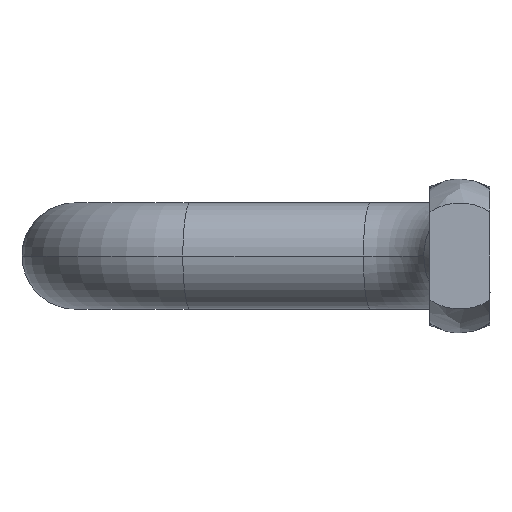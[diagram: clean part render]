
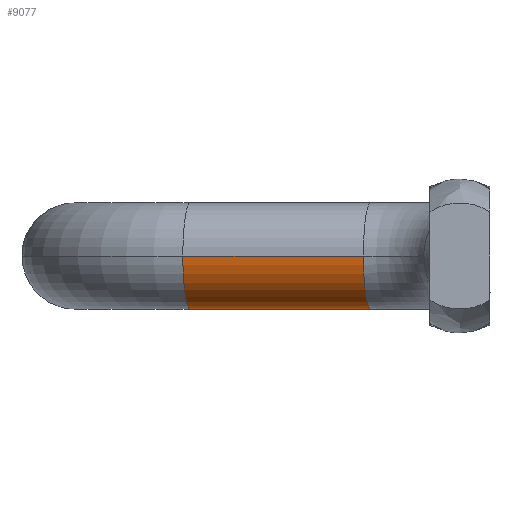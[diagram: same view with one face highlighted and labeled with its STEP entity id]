
A CAD part, left-side view. The second image highlights one B-rep face of the part: STEP entity #9077.
In plain terms, the highlighted cylindrical face has radius 7.95 mm (diameter 15.9 mm), a partial arc.
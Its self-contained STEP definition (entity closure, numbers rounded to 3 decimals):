
#214 = VERTEX_POINT ( 'NONE', #1692 ) ;
#897 = LINE ( 'NONE', #2004, #10312 ) ;
#1436 = ORIENTED_EDGE ( 'NONE', *, *, #21609, .T. ) ;
#1692 = CARTESIAN_POINT ( 'NONE',  ( -226.524, 16.73, 0. ) ) ;
#2004 = CARTESIAN_POINT ( 'NONE',  ( -222.73, 43.727, 0. ) ) ;
#2137 = CARTESIAN_POINT ( 'NONE',  ( -230.603, 44.833, 0. ) ) ;
#2288 = DIRECTION ( 'NONE',  ( 0.139, 0.99, 0. ) ) ;
#2561 = ORIENTED_EDGE ( 'NONE', *, *, #20892, .F. ) ;
#4092 = VECTOR ( 'NONE', #24759, 1000. ) ;
#4236 = DIRECTION ( 'NONE',  ( -0.139, -0.99, 0. ) ) ;
#4496 = CARTESIAN_POINT ( 'NONE',  ( -230.603, 44.833, 0. ) ) ;
#4844 = CARTESIAN_POINT ( 'NONE',  ( -238.476, 45.94, 0. ) ) ;
#5581 = LINE ( 'NONE', #4844, #4092 ) ;
#5819 = EDGE_CURVE ( 'NONE', #12239, #214, #897, .T. ) ;
#6498 = CARTESIAN_POINT ( 'NONE',  ( -234.397, 17.836, 0. ) ) ;
#9077 = ADVANCED_FACE ( 'NONE', ( #12511 ), #21109, .T. ) ;
#9424 = ORIENTED_EDGE ( 'NONE', *, *, #12344, .F. ) ;
#10312 = VECTOR ( 'NONE', #18449, 1000. ) ;
#10613 = CARTESIAN_POINT ( 'NONE',  ( -242.27, 18.943, 0. ) ) ;
#10667 = AXIS2_PLACEMENT_3D ( 'NONE', #4496, #2288, #28369 ) ;
#10953 = CARTESIAN_POINT ( 'NONE',  ( -222.73, 43.727, 0. ) ) ;
#12239 = VERTEX_POINT ( 'NONE', #10953 ) ;
#12344 = EDGE_CURVE ( 'NONE', #26324, #23497, #5581, .T. ) ;
#12511 = FACE_OUTER_BOUND ( 'NONE', #12684, .T. ) ;
#12684 = EDGE_LOOP ( 'NONE', ( #2561, #23162, #1436, #9424 ) ) ;
#13753 = AXIS2_PLACEMENT_3D ( 'NONE', #6498, #30774, #18842 ) ;
#15365 = CIRCLE ( 'NONE', #10667, 7.95 ) ;
#17484 = AXIS2_PLACEMENT_3D ( 'NONE', #2137, #4236, #25877 ) ;
#18449 = DIRECTION ( 'NONE',  ( -0.139, -0.99, 0. ) ) ;
#18842 = DIRECTION ( 'NONE',  ( 0., 0., -1. ) ) ;
#20892 = EDGE_CURVE ( 'NONE', #12239, #26324, #15365, .T. ) ;
#21109 = CYLINDRICAL_SURFACE ( 'NONE', #17484, 7.95 ) ;
#21211 = CARTESIAN_POINT ( 'NONE',  ( -238.476, 45.94, 0. ) ) ;
#21366 = CIRCLE ( 'NONE', #13753, 7.95 ) ;
#21609 = EDGE_CURVE ( 'NONE', #214, #23497, #21366, .T. ) ;
#23162 = ORIENTED_EDGE ( 'NONE', *, *, #5819, .T. ) ;
#23497 = VERTEX_POINT ( 'NONE', #10613 ) ;
#24759 = DIRECTION ( 'NONE',  ( -0.139, -0.99, 0. ) ) ;
#25877 = DIRECTION ( 'NONE',  ( -0.99, 0.139, 0. ) ) ;
#26324 = VERTEX_POINT ( 'NONE', #21211 ) ;
#28369 = DIRECTION ( 'NONE',  ( 0., 0., -1. ) ) ;
#30774 = DIRECTION ( 'NONE',  ( 0.139, 0.99, 0. ) ) ;
